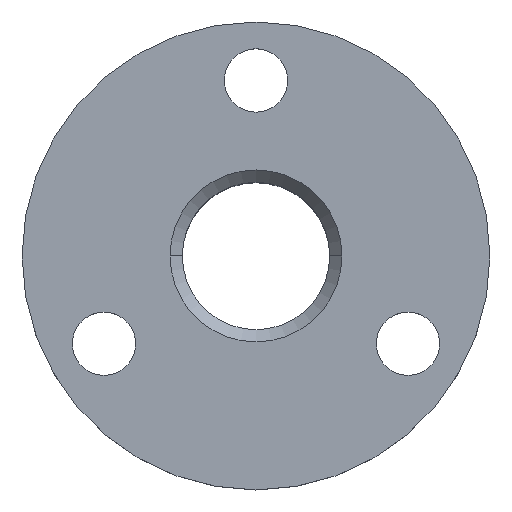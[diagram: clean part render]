
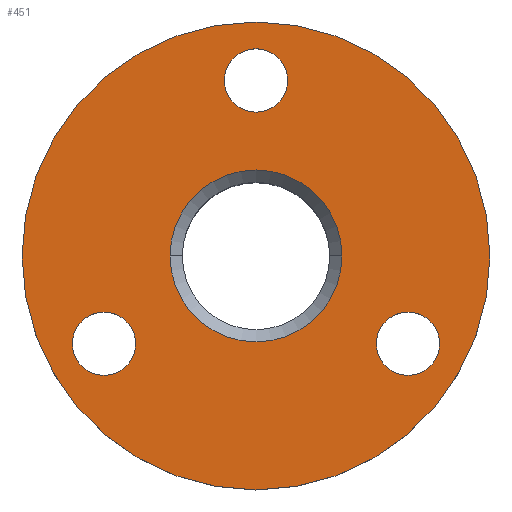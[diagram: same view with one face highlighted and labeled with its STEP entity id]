
A CAD part, top view. The second image highlights one B-rep face of the part: STEP entity #451.
In plain terms, the highlighted planar face has unit normal (0, 0, 1).
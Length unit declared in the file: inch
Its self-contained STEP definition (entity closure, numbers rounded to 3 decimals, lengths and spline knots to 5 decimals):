
#8 = AXIS2_PLACEMENT_3D ( 'NONE', #683, #167, #388 ) ;
#9 = CARTESIAN_POINT ( 'NONE',  ( -0.10177, 0.5627, 0.18898 ) ) ;
#11 = DIRECTION ( 'NONE',  ( 0., 0., 1. ) ) ;
#21 = CARTESIAN_POINT ( 'NONE',  ( -0.00019, 0.0001, 0.18898 ) ) ;
#35 = FACE_BOUND ( 'NONE', #351, .T. ) ;
#43 = AXIS2_PLACEMENT_3D ( 'NONE', #662, #474, #591 ) ;
#46 = EDGE_CURVE ( 'NONE', #121, #574, #697, .T. ) ;
#50 = CARTESIAN_POINT ( 'NONE',  ( -0.27578, 0.0001, 0.18898 ) ) ;
#51 = ORIENTED_EDGE ( 'NONE', *, *, #124, .F. ) ;
#57 = CARTESIAN_POINT ( 'NONE',  ( 0.2754, 0.0001, 0.18898 ) ) ;
#63 = VERTEX_POINT ( 'NONE', #181 ) ;
#66 = CARTESIAN_POINT ( 'NONE',  ( -0.00019, 0.0001, 0.18898 ) ) ;
#76 = DIRECTION ( 'NONE',  ( 1., 0., 0. ) ) ;
#78 = ORIENTED_EDGE ( 'NONE', *, *, #271, .F. ) ;
#80 = CARTESIAN_POINT ( 'NONE',  ( -0.48742, -0.2812, 0.18898 ) ) ;
#82 = DIRECTION ( 'NONE',  ( 1., 0., 0. ) ) ;
#83 = DIRECTION ( 'NONE',  ( 0., 0., 1. ) ) ;
#95 = FACE_OUTER_BOUND ( 'NONE', #104, .T. ) ;
#104 = EDGE_LOOP ( 'NONE', ( #220, #379 ) ) ;
#111 = EDGE_CURVE ( 'NONE', #668, #409, #348, .T. ) ;
#113 = CARTESIAN_POINT ( 'NONE',  ( 0.74981, 0.0001, 0.18898 ) ) ;
#121 = VERTEX_POINT ( 'NONE', #9 ) ;
#124 = EDGE_CURVE ( 'NONE', #509, #63, #721, .T. ) ;
#133 = DIRECTION ( 'NONE',  ( -1., 0., 0. ) ) ;
#135 = CARTESIAN_POINT ( 'NONE',  ( -0.75019, 0.0001, 0.18898 ) ) ;
#144 = CARTESIAN_POINT ( 'NONE',  ( -0.38584, -0.2812, 0.18898 ) ) ;
#154 = ORIENTED_EDGE ( 'NONE', *, *, #342, .F. ) ;
#157 = AXIS2_PLACEMENT_3D ( 'NONE', #713, #356, #198 ) ;
#167 = DIRECTION ( 'NONE',  ( 0., 0., 1. ) ) ;
#178 = ORIENTED_EDGE ( 'NONE', *, *, #46, .F. ) ;
#181 = CARTESIAN_POINT ( 'NONE',  ( 0.38546, -0.2812, 0.18898 ) ) ;
#187 = DIRECTION ( 'NONE',  ( 0., 0., -1. ) ) ;
#198 = DIRECTION ( 'NONE',  ( 1., 0., 0. ) ) ;
#208 = EDGE_CURVE ( 'NONE', #459, #407, #491, .T. ) ;
#209 = FACE_BOUND ( 'NONE', #632, .T. ) ;
#220 = ORIENTED_EDGE ( 'NONE', *, *, #589, .F. ) ;
#224 = CARTESIAN_POINT ( 'NONE',  ( 0.58861, -0.2812, 0.18898 ) ) ;
#228 = EDGE_CURVE ( 'NONE', #63, #509, #735, .T. ) ;
#237 = EDGE_CURVE ( 'NONE', #586, #497, #299, .T. ) ;
#248 = DIRECTION ( 'NONE',  ( -1., 0., 0. ) ) ;
#271 = EDGE_CURVE ( 'NONE', #407, #459, #706, .T. ) ;
#277 = EDGE_LOOP ( 'NONE', ( #178, #154 ) ) ;
#288 = EDGE_LOOP ( 'NONE', ( #78, #686 ) ) ;
#290 = AXIS2_PLACEMENT_3D ( 'NONE', #21, #415, #82 ) ;
#298 = ORIENTED_EDGE ( 'NONE', *, *, #228, .F. ) ;
#299 = CIRCLE ( 'NONE', #493, 0.75 ) ;
#320 = DIRECTION ( 'NONE',  ( 0., 0., 1. ) ) ;
#336 = EDGE_CURVE ( 'NONE', #409, #668, #358, .T. ) ;
#342 = EDGE_CURVE ( 'NONE', #574, #121, #649, .T. ) ;
#348 = CIRCLE ( 'NONE', #565, 0.10157 ) ;
#350 = CARTESIAN_POINT ( 'NONE',  ( 0.48703, -0.2812, 0.18898 ) ) ;
#351 = EDGE_LOOP ( 'NONE', ( #298, #51 ) ) ;
#356 = DIRECTION ( 'NONE',  ( 0., 0., 1. ) ) ;
#358 = CIRCLE ( 'NONE', #627, 0.10157 ) ;
#364 = DIRECTION ( 'NONE',  ( 0., 0., -1. ) ) ;
#369 = AXIS2_PLACEMENT_3D ( 'NONE', #350, #11, #645 ) ;
#379 = ORIENTED_EDGE ( 'NONE', *, *, #237, .F. ) ;
#381 = PLANE ( 'NONE',  #443 ) ;
#383 = CIRCLE ( 'NONE', #577, 0.75 ) ;
#388 = DIRECTION ( 'NONE',  ( -1., 0., 0. ) ) ;
#407 = VERTEX_POINT ( 'NONE', #57 ) ;
#409 = VERTEX_POINT ( 'NONE', #444 ) ;
#415 = DIRECTION ( 'NONE',  ( 0., 0., 1. ) ) ;
#443 = AXIS2_PLACEMENT_3D ( 'NONE', #728, #498, #609 ) ;
#444 = CARTESIAN_POINT ( 'NONE',  ( -0.58899, -0.2812, 0.18898 ) ) ;
#451 = ADVANCED_FACE ( 'NONE', ( #95, #35, #564, #209, #578 ), #381, .F. ) ;
#459 = VERTEX_POINT ( 'NONE', #50 ) ;
#474 = DIRECTION ( 'NONE',  ( 0., 0., 1. ) ) ;
#482 = DIRECTION ( 'NONE',  ( -1., 0., 0. ) ) ;
#491 = CIRCLE ( 'NONE', #157, 0.27559 ) ;
#493 = AXIS2_PLACEMENT_3D ( 'NONE', #599, #364, #532 ) ;
#497 = VERTEX_POINT ( 'NONE', #113 ) ;
#498 = DIRECTION ( 'NONE',  ( 0., 0., -1. ) ) ;
#509 = VERTEX_POINT ( 'NONE', #224 ) ;
#521 = CARTESIAN_POINT ( 'NONE',  ( 0.10138, 0.5627, 0.18898 ) ) ;
#529 = ORIENTED_EDGE ( 'NONE', *, *, #336, .F. ) ;
#532 = DIRECTION ( 'NONE',  ( 1., 0., 0. ) ) ;
#564 = FACE_BOUND ( 'NONE', #277, .T. ) ;
#565 = AXIS2_PLACEMENT_3D ( 'NONE', #80, #83, #133 ) ;
#574 = VERTEX_POINT ( 'NONE', #521 ) ;
#577 = AXIS2_PLACEMENT_3D ( 'NONE', #66, #187, #76 ) ;
#578 = FACE_BOUND ( 'NONE', #288, .T. ) ;
#586 = VERTEX_POINT ( 'NONE', #135 ) ;
#587 = DIRECTION ( 'NONE',  ( 0., 0., 1. ) ) ;
#588 = ORIENTED_EDGE ( 'NONE', *, *, #111, .F. ) ;
#589 = EDGE_CURVE ( 'NONE', #497, #586, #383, .T. ) ;
#591 = DIRECTION ( 'NONE',  ( -1., 0., 0. ) ) ;
#599 = CARTESIAN_POINT ( 'NONE',  ( -0.00019, 0.0001, 0.18898 ) ) ;
#609 = DIRECTION ( 'NONE',  ( -1., 0., 0. ) ) ;
#627 = AXIS2_PLACEMENT_3D ( 'NONE', #722, #320, #482 ) ;
#629 = AXIS2_PLACEMENT_3D ( 'NONE', #635, #587, #248 ) ;
#632 = EDGE_LOOP ( 'NONE', ( #529, #588 ) ) ;
#635 = CARTESIAN_POINT ( 'NONE',  ( -0.00019, 0.5627, 0.18898 ) ) ;
#645 = DIRECTION ( 'NONE',  ( -1., 0., 0. ) ) ;
#649 = CIRCLE ( 'NONE', #8, 0.10157 ) ;
#662 = CARTESIAN_POINT ( 'NONE',  ( 0.48703, -0.2812, 0.18898 ) ) ;
#668 = VERTEX_POINT ( 'NONE', #144 ) ;
#683 = CARTESIAN_POINT ( 'NONE',  ( -0.00019, 0.5627, 0.18898 ) ) ;
#686 = ORIENTED_EDGE ( 'NONE', *, *, #208, .F. ) ;
#697 = CIRCLE ( 'NONE', #629, 0.10157 ) ;
#706 = CIRCLE ( 'NONE', #290, 0.27559 ) ;
#713 = CARTESIAN_POINT ( 'NONE',  ( -0.00019, 0.0001, 0.18898 ) ) ;
#721 = CIRCLE ( 'NONE', #369, 0.10157 ) ;
#722 = CARTESIAN_POINT ( 'NONE',  ( -0.48742, -0.2812, 0.18898 ) ) ;
#728 = CARTESIAN_POINT ( 'NONE',  ( -0.00019, 0.0001, 0.18898 ) ) ;
#735 = CIRCLE ( 'NONE', #43, 0.10157 ) ;
